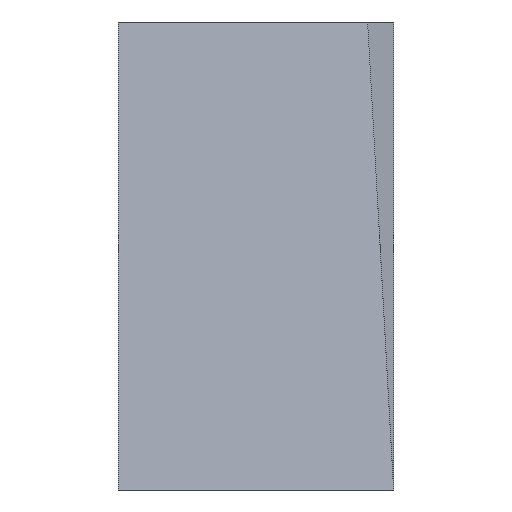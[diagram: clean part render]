
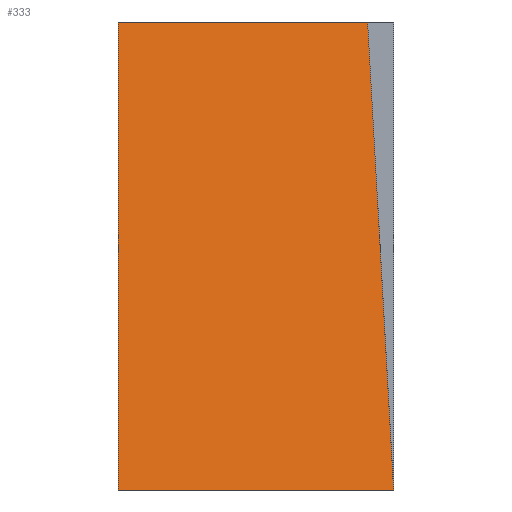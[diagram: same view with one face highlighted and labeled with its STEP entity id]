
A CAD part, left-side view. The second image highlights one B-rep face of the part: STEP entity #333.
In plain terms, the highlighted planar face has unit normal (-0.985, 0, 0.174).
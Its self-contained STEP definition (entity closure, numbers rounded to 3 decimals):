
#1 = DIRECTION ( 'NONE',  ( 0.173, 0.055, 0.983 ) ) ;
#4 = VERTEX_POINT ( 'NONE', #206 ) ;
#15 = EDGE_CURVE ( 'NONE', #260, #122, #20, .T. ) ;
#20 = LINE ( 'NONE', #131, #51 ) ;
#23 = CARTESIAN_POINT ( 'NONE',  ( -17.5, 10., -8.5 ) ) ;
#30 = CARTESIAN_POINT ( 'NONE',  ( -14.502, -0.001, 8.5 ) ) ;
#51 = VECTOR ( 'NONE', #126, 1000. ) ;
#54 = EDGE_CURVE ( 'NONE', #122, #96, #236, .T. ) ;
#75 = EDGE_LOOP ( 'NONE', ( #318, #184, #354, #234 ) ) ;
#91 = LINE ( 'NONE', #284, #148 ) ;
#96 = VERTEX_POINT ( 'NONE', #191 ) ;
#106 = DIRECTION ( 'NONE',  ( 0., -1., 0. ) ) ;
#122 = VERTEX_POINT ( 'NONE', #23 ) ;
#126 = DIRECTION ( 'NONE',  ( -0.174, 0., -0.985 ) ) ;
#131 = CARTESIAN_POINT ( 'NONE',  ( -17.5, 10., -8.5 ) ) ;
#139 = VECTOR ( 'NONE', #223, 1000. ) ;
#142 = CARTESIAN_POINT ( 'NONE',  ( -17.5, -0.001, -8.5 ) ) ;
#148 = VECTOR ( 'NONE', #1, 1000. ) ;
#172 = AXIS2_PLACEMENT_3D ( 'NONE', #142, #198, #174 ) ;
#174 = DIRECTION ( 'NONE',  ( -0.174, 0., -0.985 ) ) ;
#184 = ORIENTED_EDGE ( 'NONE', *, *, #322, .T. ) ;
#185 = VECTOR ( 'NONE', #106, 1000. ) ;
#191 = CARTESIAN_POINT ( 'NONE',  ( -17.5, 0., -8.5 ) ) ;
#198 = DIRECTION ( 'NONE',  ( 0.985, 0., -0.174 ) ) ;
#206 = CARTESIAN_POINT ( 'NONE',  ( -14.502, 0.947, 8.5 ) ) ;
#221 = FACE_OUTER_BOUND ( 'NONE', #75, .T. ) ;
#223 = DIRECTION ( 'NONE',  ( 0., 1., 0. ) ) ;
#227 = LINE ( 'NONE', #30, #139 ) ;
#234 = ORIENTED_EDGE ( 'NONE', *, *, #54, .T. ) ;
#236 = LINE ( 'NONE', #321, #185 ) ;
#260 = VERTEX_POINT ( 'NONE', #312 ) ;
#271 = EDGE_CURVE ( 'NONE', #96, #4, #91, .T. ) ;
#279 = PLANE ( 'NONE',  #172 ) ;
#284 = CARTESIAN_POINT ( 'NONE',  ( -17.5, 0., -8.5 ) ) ;
#312 = CARTESIAN_POINT ( 'NONE',  ( -14.502, 10., 8.5 ) ) ;
#318 = ORIENTED_EDGE ( 'NONE', *, *, #271, .T. ) ;
#321 = CARTESIAN_POINT ( 'NONE',  ( -17.5, 10., -8.5 ) ) ;
#322 = EDGE_CURVE ( 'NONE', #4, #260, #227, .T. ) ;
#333 = ADVANCED_FACE ( 'NONE', ( #221 ), #279, .F. ) ;
#354 = ORIENTED_EDGE ( 'NONE', *, *, #15, .T. ) ;
